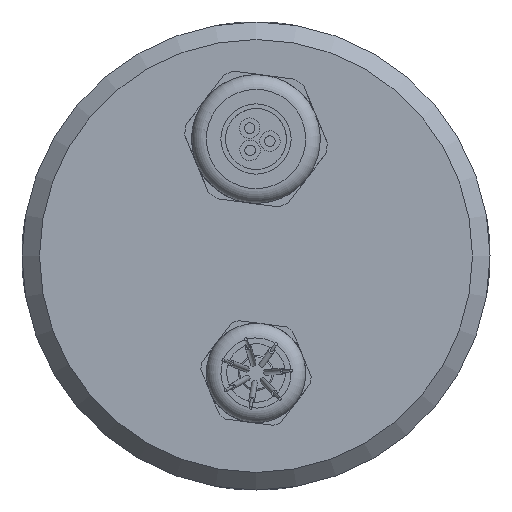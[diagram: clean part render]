
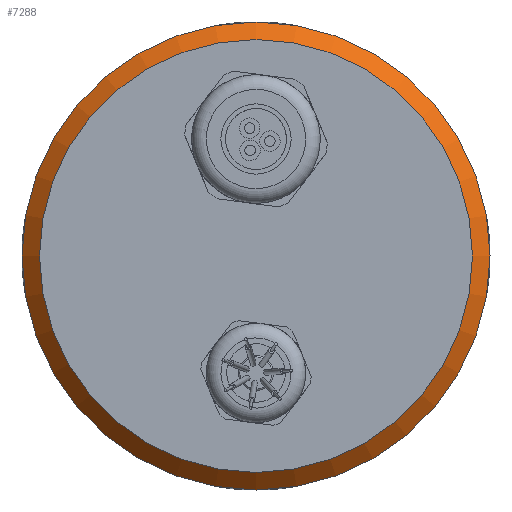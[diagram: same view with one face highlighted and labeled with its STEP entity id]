
A CAD part, left-side view. The second image highlights one B-rep face of the part: STEP entity #7288.
In plain terms, the highlighted conical face has half-angle 45 degrees and reference radius 37 mm.
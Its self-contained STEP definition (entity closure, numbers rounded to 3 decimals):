
#29 = EDGE_CURVE ( 'NONE', #4017, #4017, #15275, .T. ) ;
#152 = DIRECTION ( 'NONE',  ( -1., 0., 0. ) ) ;
#948 = DIRECTION ( 'NONE',  ( 0., 0., -1. ) ) ;
#1592 = AXIS2_PLACEMENT_3D ( 'NONE', #6806, #12508, #18182 ) ;
#1769 = VERTEX_POINT ( 'NONE', #7419 ) ;
#2351 = FACE_BOUND ( 'NONE', #4604, .T. ) ;
#2372 = ORIENTED_EDGE ( 'NONE', *, *, #5564, .F. ) ;
#4017 = VERTEX_POINT ( 'NONE', #9656 ) ;
#4604 = EDGE_LOOP ( 'NONE', ( #9630 ) ) ;
#5564 = EDGE_CURVE ( 'NONE', #1769, #1769, #9590, .T. ) ;
#5826 = DIRECTION ( 'NONE',  ( 0., 0., 1. ) ) ;
#6727 = EDGE_LOOP ( 'NONE', ( #2372 ) ) ;
#6806 = CARTESIAN_POINT ( 'NONE',  ( -122., 0., 0. ) ) ;
#7288 = ADVANCED_FACE ( 'Defeature ausgef�hrt1_3', ( #15102, #2351 ), #17430, .T. ) ;
#7419 = CARTESIAN_POINT ( 'NONE',  ( -122., 0., 40. ) ) ;
#7991 = CARTESIAN_POINT ( 'NONE',  ( -125., 0., 0. ) ) ;
#9377 = AXIS2_PLACEMENT_3D ( 'NONE', #7991, #13708, #948 ) ;
#9590 = CIRCLE ( 'NONE', #1592, 40. ) ;
#9630 = ORIENTED_EDGE ( 'NONE', *, *, #29, .F. ) ;
#9656 = CARTESIAN_POINT ( 'NONE',  ( -125., 0., 37. ) ) ;
#12508 = DIRECTION ( 'NONE',  ( 1., 0., 0. ) ) ;
#12898 = CARTESIAN_POINT ( 'NONE',  ( -125., 0., 0. ) ) ;
#13708 = DIRECTION ( 'NONE',  ( 1., 0., 0. ) ) ;
#14642 = AXIS2_PLACEMENT_3D ( 'NONE', #12898, #152, #5826 ) ;
#15102 = FACE_OUTER_BOUND ( 'NONE', #6727, .T. ) ;
#15275 = CIRCLE ( 'NONE', #14642, 37. ) ;
#17430 = CONICAL_SURFACE ( 'NONE', #9377, 37., 0.785 ) ;
#18182 = DIRECTION ( 'NONE',  ( 0., 0., 1. ) ) ;
